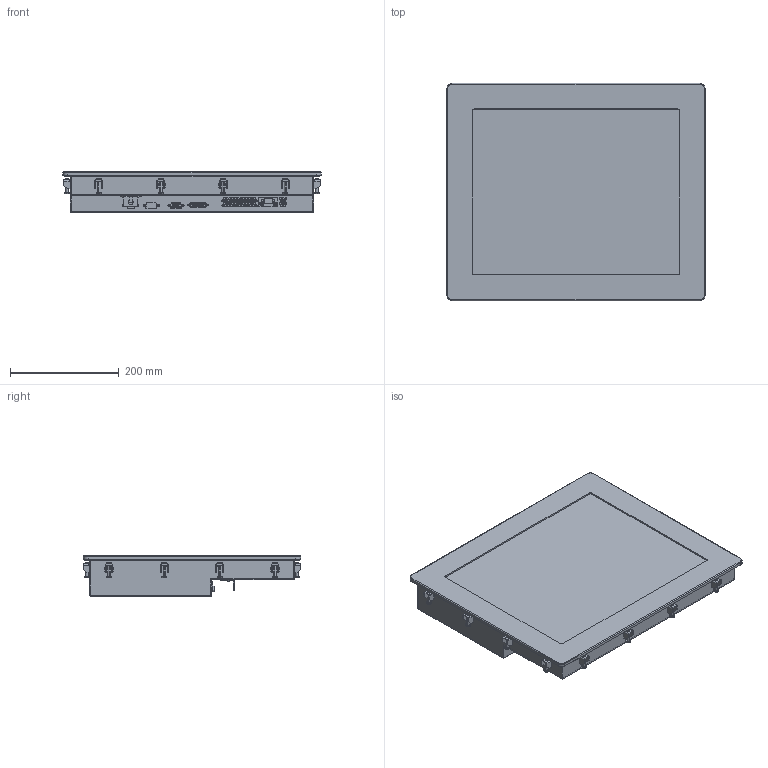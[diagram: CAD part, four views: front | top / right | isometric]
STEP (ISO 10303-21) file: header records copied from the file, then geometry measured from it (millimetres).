
FILE_DESCRIPTION (( 'STEP AP214' ), '1' );
FILE_NAME ('ATM1900.STEP', '2018-01-03T14:51:45', ( '' ), ( '' ), 'SwSTEP 2.0', 'SolidWorks 2017', '' );
FILE_SCHEMA (( 'AUTOMOTIVE_DESIGN' ));
Length unit declared in the file: inch
Products named in the file (1): ATM1900
Bounding box: 474 x 399.24 x 73.66 mm (x, y, z)
Volume: 1335330 mm3; surface area: 995312.8 mm2
Topology: 59 solids, 59 shells, 2363 faces, 6067 edges, 3878 vertices
Faces by surface type: plane 1761, cylinder 518, torus 52, cone 32
Entity records: 72227 total; most frequent: CARTESIAN_POINT 12637, ORIENTED_EDGE 12134, DIRECTION 11879, EDGE_CURVE 6067, LINE 4807, VECTOR 4807, VERTEX_POINT 3878, AXIS2_PLACEMENT_3D 3536
